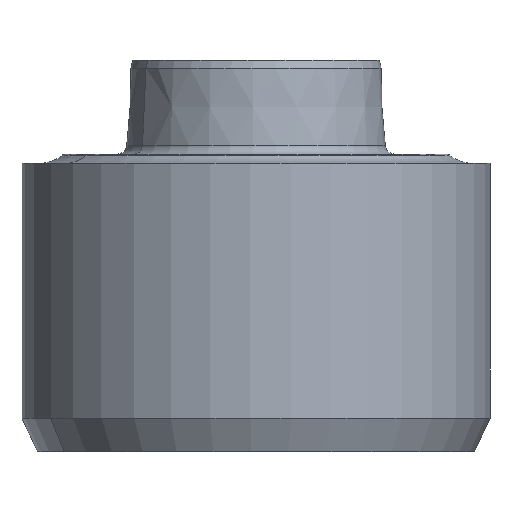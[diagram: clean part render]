
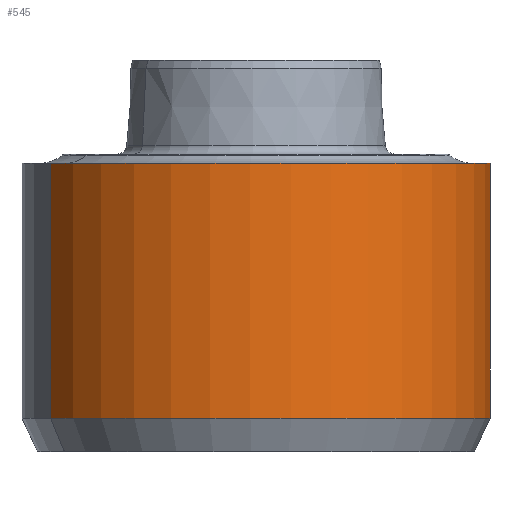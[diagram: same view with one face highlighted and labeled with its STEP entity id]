
A CAD part, left-side view. The second image highlights one B-rep face of the part: STEP entity #545.
In plain terms, the highlighted cylindrical face has radius 7.5 mm (diameter 15 mm), a partial arc.
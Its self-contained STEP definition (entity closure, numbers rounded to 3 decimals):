
#509=AXIS2_PLACEMENT_3D('Cylinder Axis2P3D',#506,#507,#508) ;
#513=AXIS2_PLACEMENT_3D('Circle Axis2P3D',#511,#512,$) ;
#529=AXIS2_PLACEMENT_3D('Circle Axis2P3D',#527,#528,$) ;
#506=CARTESIAN_POINT('Axis2P3D Location',(0.,0.,6.265)) ;
#511=CARTESIAN_POINT('Axis2P3D Location',(0.,0.,9.23)) ;
#515=CARTESIAN_POINT('Vertex',(-3.596,6.582,9.23)) ;
#517=CARTESIAN_POINT('Vertex',(3.596,-6.582,9.23)) ;
#520=CARTESIAN_POINT('Line Origine',(-3.596,6.582,6.265)) ;
#524=CARTESIAN_POINT('Vertex',(-3.596,6.582,1.07)) ;
#527=CARTESIAN_POINT('Axis2P3D Location',(0.,0.,1.07)) ;
#531=CARTESIAN_POINT('Vertex',(3.596,-6.582,1.07)) ;
#534=CARTESIAN_POINT('Line Origine',(3.596,-6.582,6.265)) ;
#507=DIRECTION('Axis2P3D Direction',(0.,0.,1.)) ;
#508=DIRECTION('Axis2P3D XDirection',(-0.479,0.878,0.)) ;
#512=DIRECTION('Axis2P3D Direction',(0.,0.,1.)) ;
#521=DIRECTION('Vector Direction',(0.,0.,1.)) ;
#528=DIRECTION('Axis2P3D Direction',(0.,0.,1.)) ;
#535=DIRECTION('Vector Direction',(0.,0.,1.)) ;
#522=VECTOR('Line Direction',#521,1.) ;
#536=VECTOR('Line Direction',#535,1.) ;
#540=ORIENTED_EDGE('',*,*,#519,.F.) ;
#541=ORIENTED_EDGE('',*,*,#526,.T.) ;
#542=ORIENTED_EDGE('',*,*,#533,.T.) ;
#543=ORIENTED_EDGE('',*,*,#538,.F.) ;
#545=ADVANCED_FACE('CUT',(#544),#510,.T.) ;
#514=CIRCLE('generated circle',#513,7.5) ;
#530=CIRCLE('generated circle',#529,7.5) ;
#510=CYLINDRICAL_SURFACE('generated cylinder',#509,7.5) ;
#519=EDGE_CURVE('',#516,#518,#514,.T.) ;
#526=EDGE_CURVE('',#516,#525,#523,.F.) ;
#533=EDGE_CURVE('',#525,#532,#530,.T.) ;
#538=EDGE_CURVE('',#518,#532,#537,.F.) ;
#539=EDGE_LOOP('',(#540,#541,#542,#543)) ;
#544=FACE_OUTER_BOUND('',#539,.T.) ;
#523=LINE('Line',#520,#522) ;
#537=LINE('Line',#534,#536) ;
#516=VERTEX_POINT('',#515) ;
#518=VERTEX_POINT('',#517) ;
#525=VERTEX_POINT('',#524) ;
#532=VERTEX_POINT('',#531) ;
